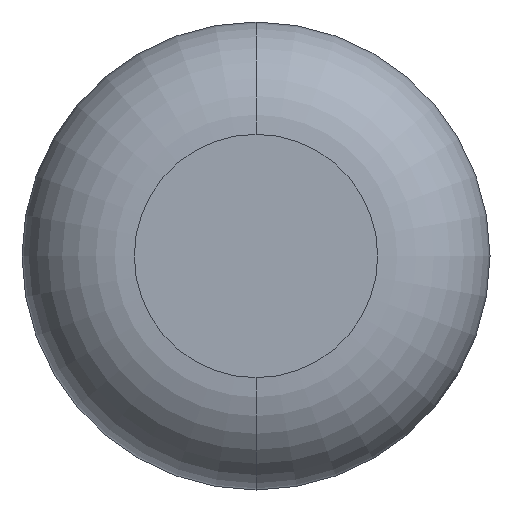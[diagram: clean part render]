
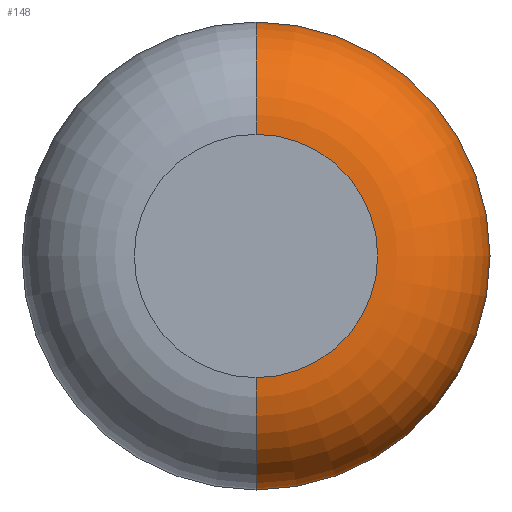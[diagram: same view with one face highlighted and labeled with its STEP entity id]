
A CAD part, front view. The second image highlights one B-rep face of the part: STEP entity #148.
In plain terms, the highlighted toroidal (fillet/blend) face has major radius 2.477 mm and minor radius 2.286 mm.
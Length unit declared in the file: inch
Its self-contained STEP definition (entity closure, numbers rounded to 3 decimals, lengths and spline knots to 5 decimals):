
#2 = AXIS2_PLACEMENT_3D ( 'NONE', #65, #370, #184 ) ;
#4 = CIRCLE ( 'NONE', #174, 0.09 ) ;
#10 = EDGE_LOOP ( 'NONE', ( #282, #149, #234, #286 ) ) ;
#23 = CARTESIAN_POINT ( 'NONE',  ( 0., 0., 0. ) ) ;
#46 = CARTESIAN_POINT ( 'NONE',  ( 0., 0.09, -0.0975 ) ) ;
#50 = DIRECTION ( 'NONE',  ( 0., -1., 0. ) ) ;
#58 = EDGE_CURVE ( 'NONE', #317, #318, #306, .T. ) ;
#65 = CARTESIAN_POINT ( 'NONE',  ( 0., 0.09, 0. ) ) ;
#75 = CIRCLE ( 'NONE', #343, 0.1875 ) ;
#86 = CARTESIAN_POINT ( 'NONE',  ( 0., 0.09, 0.0975 ) ) ;
#94 = AXIS2_PLACEMENT_3D ( 'NONE', #86, #122, #337 ) ;
#100 = DIRECTION ( 'NONE',  ( 0., 0., 1. ) ) ;
#101 = EDGE_CURVE ( 'NONE', #107, #170, #75, .T. ) ;
#107 = VERTEX_POINT ( 'NONE', #368 ) ;
#117 = CARTESIAN_POINT ( 'NONE',  ( 0., 0., -0.0975 ) ) ;
#122 = DIRECTION ( 'NONE',  ( 1., 0., 0. ) ) ;
#135 = AXIS2_PLACEMENT_3D ( 'NONE', #23, #50, #142 ) ;
#142 = DIRECTION ( 'NONE',  ( 0., 0., -1. ) ) ;
#148 = ADVANCED_FACE ( 'NONE', ( #248 ), #327, .T. ) ;
#149 = ORIENTED_EDGE ( 'NONE', *, *, #310, .T. ) ;
#170 = VERTEX_POINT ( 'NONE', #214 ) ;
#174 = AXIS2_PLACEMENT_3D ( 'NONE', #46, #194, #100 ) ;
#184 = DIRECTION ( 'NONE',  ( 0., 0., -1. ) ) ;
#187 = CARTESIAN_POINT ( 'NONE',  ( 0., 0., 0.0975 ) ) ;
#194 = DIRECTION ( 'NONE',  ( -1., 0., 0. ) ) ;
#213 = EDGE_CURVE ( 'NONE', #107, #317, #4, .T. ) ;
#214 = CARTESIAN_POINT ( 'NONE',  ( 0., 0.09, 0.1875 ) ) ;
#234 = ORIENTED_EDGE ( 'NONE', *, *, #58, .F. ) ;
#247 = DIRECTION ( 'NONE',  ( 0., -1., 0. ) ) ;
#248 = FACE_OUTER_BOUND ( 'NONE', #10, .T. ) ;
#257 = CIRCLE ( 'NONE', #94, 0.09 ) ;
#282 = ORIENTED_EDGE ( 'NONE', *, *, #101, .T. ) ;
#286 = ORIENTED_EDGE ( 'NONE', *, *, #213, .F. ) ;
#306 = CIRCLE ( 'NONE', #135, 0.0975 ) ;
#310 = EDGE_CURVE ( 'NONE', #170, #318, #257, .T. ) ;
#317 = VERTEX_POINT ( 'NONE', #117 ) ;
#318 = VERTEX_POINT ( 'NONE', #187 ) ;
#322 = CARTESIAN_POINT ( 'NONE',  ( 0., 0.09, 0. ) ) ;
#327 = TOROIDAL_SURFACE ( 'NONE', #2, 0.0975, 0.09 ) ;
#337 = DIRECTION ( 'NONE',  ( 0., 0., -1. ) ) ;
#343 = AXIS2_PLACEMENT_3D ( 'NONE', #322, #247, #396 ) ;
#368 = CARTESIAN_POINT ( 'NONE',  ( 0., 0.09, -0.1875 ) ) ;
#370 = DIRECTION ( 'NONE',  ( 0., -1., 0. ) ) ;
#396 = DIRECTION ( 'NONE',  ( 0., 0., -1. ) ) ;
